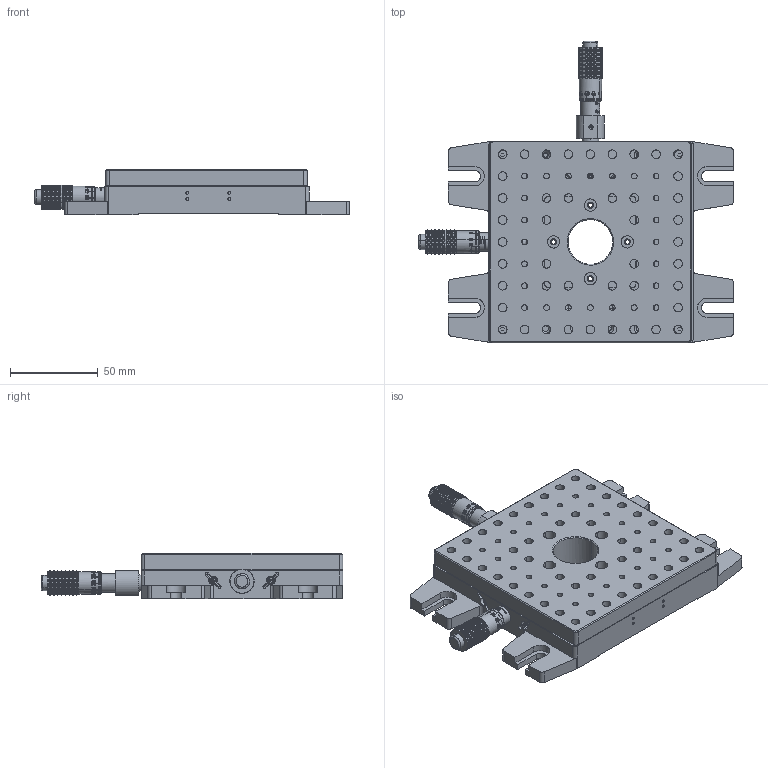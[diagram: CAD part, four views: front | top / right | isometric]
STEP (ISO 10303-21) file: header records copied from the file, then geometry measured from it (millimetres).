
FILE_DESCRIPTION(/* description */ (''),/* implementation_level */ '2;1');
FILE_NAME(/* name */ '02_HTP-XY',/* time_stamp */ '2025-04-24T12:59:46+03:00',/* author */ (''),/* organization */ (''),/* preprocessor_version */ 'ST-DEVELOPER v16.5',/* originating_system */ 'Rhino 7.34',/* authorisation */ '');
FILE_SCHEMA (('AUTOMOTIVE_DESIGN'));
Products named in the file (1): Document
Bounding box: 179.58 x 172.01 x 26 mm (x, y, z)
Volume: 292930.5 mm3; surface area: 115335 mm2
Topology: 11 solids, 11 shells, 7229 faces, 22146 edges, 13533 vertices
Faces by surface type: plane 5838, cylinder 815, bspline 576
Entity records: 261608 total; most frequent: CARTESIAN_POINT 119115, ORIENTED_EDGE 44280, EDGE_CURVE 22140, B_SPLINE_CURVE_WITH_KNOTS 19608, VERTEX_POINT 13533, EDGE_LOOP 7611, ADVANCED_FACE 7229, FACE_OUTER_BOUND 7229
